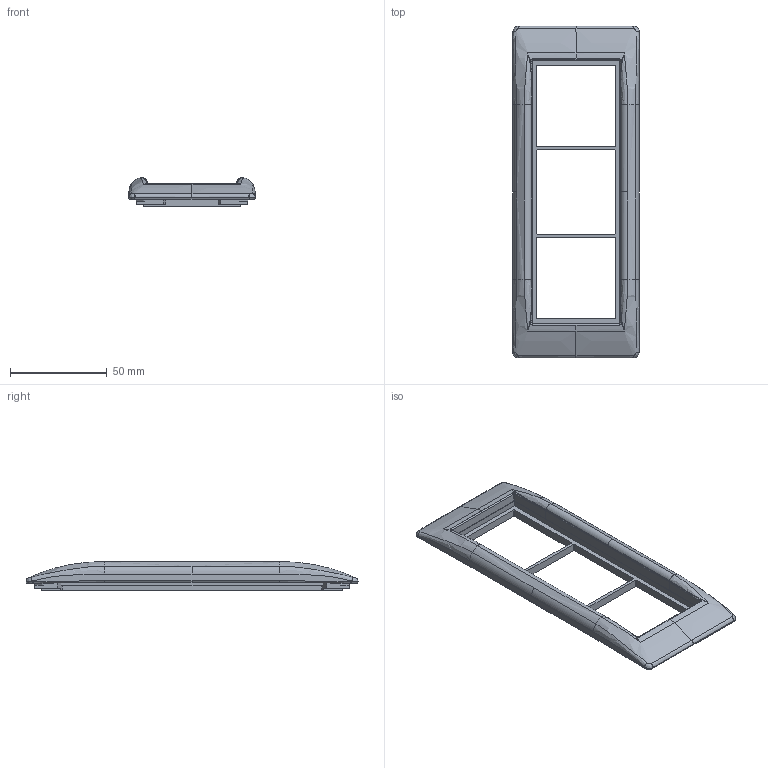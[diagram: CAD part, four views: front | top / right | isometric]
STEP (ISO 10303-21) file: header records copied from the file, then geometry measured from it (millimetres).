
FILE_DESCRIPTION (( 'STEP AP214' ), '1' );
FILE_NAME ('CKK-40D-RSU6-060-K01 Ðàìêà è ñóïïîðò äëÿ Ê.Ê. Ïðàéìåð íà 6 ìîäóëåé, 60 ìì áåëûé IEK.STEP', '2016-07-14T08:27:13', ( '' ), ( '' ), 'SwSTEP 2.0', 'SolidWorks 2014', '' );
FILE_SCHEMA (( 'AUTOMOTIVE_DESIGN' ));
Length unit declared in the file: millimetre
Products named in the file (1): CKK-40D-RSU6-060-K01 Ðàìêà è ñóïïîðò äëÿ Ê.Ê. Ïðàéìåð íà 6 ìîäóëåé, 60 ìì áåëûé IEK
Bounding box: 65.37 x 171.77 x 14.97 mm (x, y, z)
Volume: 22594.1 mm3; surface area: 29530.5 mm2
Topology: 2 solids, 2 shells, 340 faces, 936 edges, 590 vertices
Faces by surface type: bspline 167, plane 132, cylinder 33, cone 8
Entity records: 27005 total; most frequent: CARTESIAN_POINT 19764, ORIENTED_EDGE 1856, EDGE_CURVE 928, DIRECTION 870, VERTEX_POINT 590, LINE 462, VECTOR 462, B_SPLINE_CURVE_WITH_KNOTS 416
